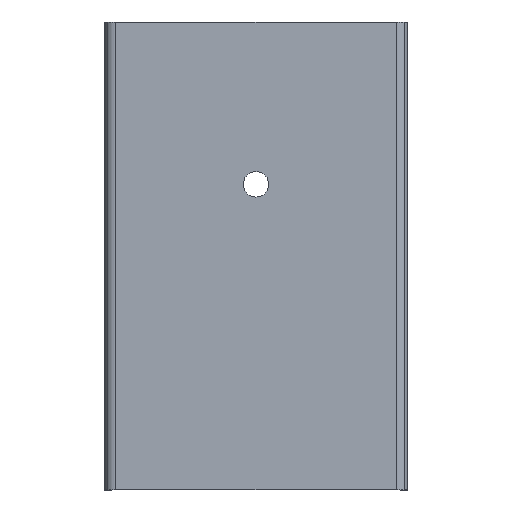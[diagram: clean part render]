
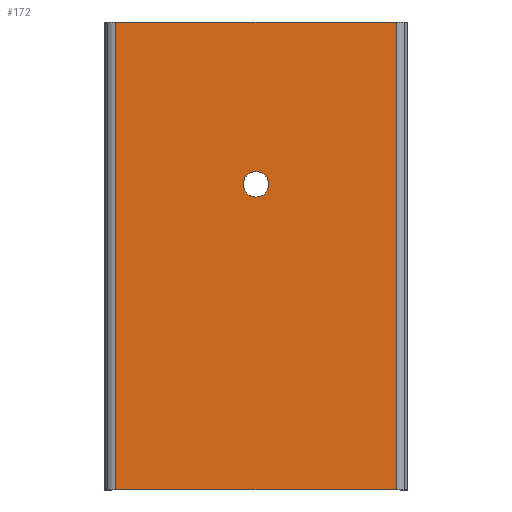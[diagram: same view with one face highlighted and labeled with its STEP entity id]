
A CAD part, top view. The second image highlights one B-rep face of the part: STEP entity #172.
In plain terms, the highlighted planar face has unit normal (0, 0, 1).
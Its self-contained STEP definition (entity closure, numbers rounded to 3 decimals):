
#9 = VECTOR ( 'NONE', #1136, 1000. ) ;
#21 = VERTEX_POINT ( 'NONE', #1156 ) ;
#64 = CARTESIAN_POINT ( 'NONE',  ( -161.183, 437.143, 40.617 ) ) ;
#89 = CIRCLE ( 'NONE', #1364, 2.25 ) ;
#164 = DIRECTION ( 'NONE',  ( 1., 0., 0. ) ) ;
#172 = ADVANCED_FACE ( 'NONE', ( #1237, #1484 ), #381, .T. ) ;
#216 = ORIENTED_EDGE ( 'NONE', *, *, #1062, .T. ) ;
#298 = DIRECTION ( 'NONE',  ( 1., 0., 0. ) ) ;
#341 = VECTOR ( 'NONE', #164, 1000. ) ;
#346 = EDGE_CURVE ( 'NONE', #21, #435, #452, .T. ) ;
#355 = EDGE_CURVE ( 'NONE', #1542, #973, #89, .T. ) ;
#357 = CARTESIAN_POINT ( 'NONE',  ( -112.195, 437.143, 40.617 ) ) ;
#372 = CARTESIAN_POINT ( 'NONE',  ( -160.695, 519.743, 40.617 ) ) ;
#381 = PLANE ( 'NONE',  #1103 ) ;
#384 = ORIENTED_EDGE ( 'NONE', *, *, #355, .T. ) ;
#408 = EDGE_CURVE ( 'NONE', #1269, #435, #687, .T. ) ;
#415 = CARTESIAN_POINT ( 'NONE',  ( -111.707, 519.743, 40.617 ) ) ;
#431 = DIRECTION ( 'NONE',  ( 0., 1., 0. ) ) ;
#435 = VERTEX_POINT ( 'NONE', #1162 ) ;
#452 = LINE ( 'NONE', #564, #9 ) ;
#517 = CARTESIAN_POINT ( 'NONE',  ( -136.445, 491.068, 40.617 ) ) ;
#556 = ORIENTED_EDGE ( 'NONE', *, *, #346, .T. ) ;
#564 = CARTESIAN_POINT ( 'NONE',  ( -112.195, 519.743, 40.617 ) ) ;
#576 = ORIENTED_EDGE ( 'NONE', *, *, #799, .F. ) ;
#653 = LINE ( 'NONE', #415, #665 ) ;
#665 = VECTOR ( 'NONE', #688, 1000. ) ;
#687 = LINE ( 'NONE', #897, #1321 ) ;
#688 = DIRECTION ( 'NONE',  ( 0., -1., 0. ) ) ;
#739 = EDGE_CURVE ( 'NONE', #1269, #1548, #1436, .T. ) ;
#799 = EDGE_CURVE ( 'NONE', #21, #1548, #653, .T. ) ;
#818 = CARTESIAN_POINT ( 'NONE',  ( -111.707, 437.143, 40.617 ) ) ;
#862 = DIRECTION ( 'NONE',  ( 1., 0., 0. ) ) ;
#878 = DIRECTION ( 'NONE',  ( 1., 0., 0. ) ) ;
#897 = CARTESIAN_POINT ( 'NONE',  ( -161.183, 519.743, 40.617 ) ) ;
#923 = CARTESIAN_POINT ( 'NONE',  ( -134.195, 491.068, 40.617 ) ) ;
#973 = VERTEX_POINT ( 'NONE', #1556 ) ;
#1062 = EDGE_CURVE ( 'NONE', #973, #1542, #1334, .T. ) ;
#1082 = ORIENTED_EDGE ( 'NONE', *, *, #739, .T. ) ;
#1103 = AXIS2_PLACEMENT_3D ( 'NONE', #372, #1245, #878 ) ;
#1131 = ORIENTED_EDGE ( 'NONE', *, *, #408, .F. ) ;
#1136 = DIRECTION ( 'NONE',  ( -1., 0., 0. ) ) ;
#1156 = CARTESIAN_POINT ( 'NONE',  ( -111.707, 519.743, 40.617 ) ) ;
#1162 = CARTESIAN_POINT ( 'NONE',  ( -161.183, 519.743, 40.617 ) ) ;
#1169 = EDGE_LOOP ( 'NONE', ( #576, #556, #1131, #1082 ) ) ;
#1212 = DIRECTION ( 'NONE',  ( 0., 0., -1. ) ) ;
#1237 = FACE_BOUND ( 'NONE', #1356, .T. ) ;
#1245 = DIRECTION ( 'NONE',  ( 0., 0., 1. ) ) ;
#1269 = VERTEX_POINT ( 'NONE', #64 ) ;
#1313 = AXIS2_PLACEMENT_3D ( 'NONE', #517, #1212, #862 ) ;
#1321 = VECTOR ( 'NONE', #431, 1000. ) ;
#1334 = CIRCLE ( 'NONE', #1313, 2.25 ) ;
#1356 = EDGE_LOOP ( 'NONE', ( #384, #216 ) ) ;
#1364 = AXIS2_PLACEMENT_3D ( 'NONE', #1531, #1409, #298 ) ;
#1409 = DIRECTION ( 'NONE',  ( 0., 0., -1. ) ) ;
#1436 = LINE ( 'NONE', #357, #341 ) ;
#1484 = FACE_OUTER_BOUND ( 'NONE', #1169, .T. ) ;
#1531 = CARTESIAN_POINT ( 'NONE',  ( -136.445, 491.068, 40.617 ) ) ;
#1542 = VERTEX_POINT ( 'NONE', #923 ) ;
#1548 = VERTEX_POINT ( 'NONE', #818 ) ;
#1556 = CARTESIAN_POINT ( 'NONE',  ( -138.695, 491.068, 40.617 ) ) ;
